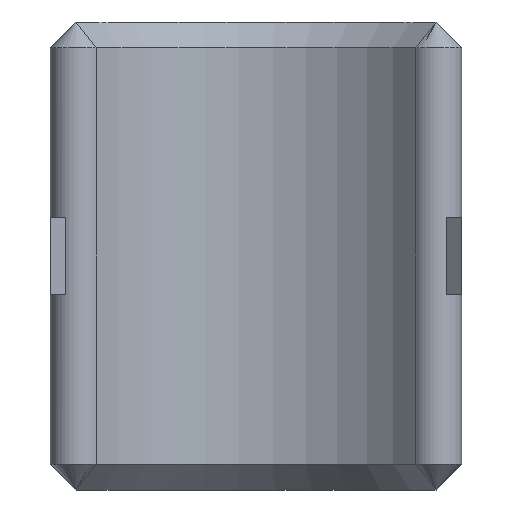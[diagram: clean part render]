
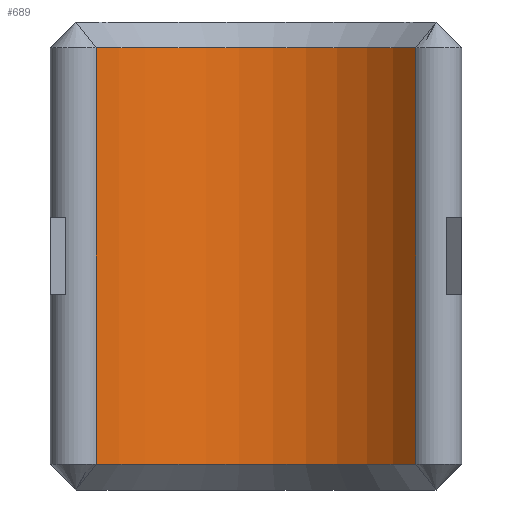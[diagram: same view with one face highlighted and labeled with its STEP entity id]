
A CAD part, front view. The second image highlights one B-rep face of the part: STEP entity #689.
In plain terms, the highlighted cylindrical face has radius 8 mm (diameter 16 mm), a partial arc.
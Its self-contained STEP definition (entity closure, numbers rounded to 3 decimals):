
#69=FACE_OUTER_BOUND('',#108,.T.);
#108=EDGE_LOOP('',(#576,#577,#578,#579));
#184=LINE('',#1115,#263);
#186=LINE('',#1124,#265);
#263=VECTOR('',#900,10.);
#265=VECTOR('',#910,10.);
#288=CIRCLE('',#742,8.);
#294=CIRCLE('',#754,8.);
#341=VERTEX_POINT('',#1087);
#342=VERTEX_POINT('',#1089);
#349=VERTEX_POINT('',#1114);
#352=VERTEX_POINT('',#1123);
#418=EDGE_CURVE('',#342,#341,#288,.T.);
#430=EDGE_CURVE('',#341,#349,#184,.T.);
#435=EDGE_CURVE('',#352,#342,#186,.T.);
#436=EDGE_CURVE('',#349,#352,#294,.T.);
#576=ORIENTED_EDGE('',*,*,#418,.F.);
#577=ORIENTED_EDGE('',*,*,#435,.F.);
#578=ORIENTED_EDGE('',*,*,#436,.F.);
#579=ORIENTED_EDGE('',*,*,#430,.F.);
#663=CYLINDRICAL_SURFACE('',#753,8.);
#689=ADVANCED_FACE('',(#69),#663,.F.);
#742=AXIS2_PLACEMENT_3D('',#1091,#875,#876);
#753=AXIS2_PLACEMENT_3D('',#1122,#908,#909);
#754=AXIS2_PLACEMENT_3D('',#1125,#911,#912);
#875=DIRECTION('center_axis',(0.,0.,-1.));
#876=DIRECTION('ref_axis',(1.,0.,0.));
#900=DIRECTION('',(0.,0.,-1.));
#908=DIRECTION('center_axis',(0.,0.,-1.));
#909=DIRECTION('ref_axis',(1.,0.,0.));
#910=DIRECTION('',(0.,0.,1.));
#911=DIRECTION('center_axis',(0.,0.,1.));
#912=DIRECTION('ref_axis',(1.,0.,0.));
#1087=CARTESIAN_POINT('',(6.222,-6.972,8.1));
#1089=CARTESIAN_POINT('',(-6.222,-6.972,8.1));
#1091=CARTESIAN_POINT('Origin',(0.,-12.,8.1));
#1114=CARTESIAN_POINT('',(6.222,-6.972,-8.1));
#1115=CARTESIAN_POINT('',(6.222,-6.972,9.1));
#1122=CARTESIAN_POINT('Origin',(0.,-12.,9.1));
#1123=CARTESIAN_POINT('',(-6.222,-6.972,-8.1));
#1124=CARTESIAN_POINT('',(-6.222,-6.972,9.1));
#1125=CARTESIAN_POINT('Origin',(0.,-12.,-8.1));
